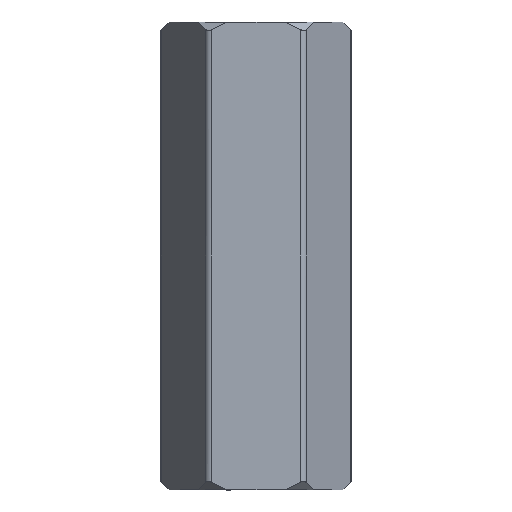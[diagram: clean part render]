
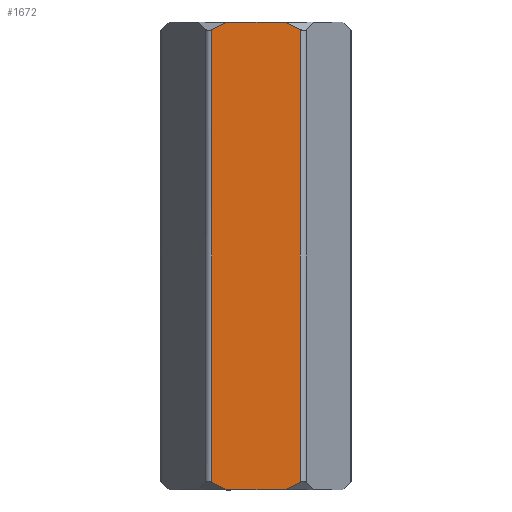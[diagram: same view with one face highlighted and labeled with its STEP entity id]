
A CAD part, front view. The second image highlights one B-rep face of the part: STEP entity #1672.
In plain terms, the highlighted planar face has unit normal (0, -1, 0).
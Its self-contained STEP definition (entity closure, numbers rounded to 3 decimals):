
#29=PLANE('',#1787);
#122=FACE_OUTER_BOUND('',#210,.T.);
#210=EDGE_LOOP('',(#1315,#1316,#1317,#1318,#1319,#1320,#1321,#1322));
#451=LINE('',#4264,#567);
#453=LINE('',#4270,#569);
#456=LINE('',#4276,#572);
#457=LINE('',#4278,#573);
#458=LINE('',#4280,#574);
#459=LINE('',#4282,#575);
#460=LINE('',#4284,#576);
#461=LINE('',#4285,#577);
#567=VECTOR('',#2057,10.);
#569=VECTOR('',#2063,10.);
#572=VECTOR('',#2068,10.);
#573=VECTOR('',#2069,10.);
#574=VECTOR('',#2070,10.);
#575=VECTOR('',#2071,10.);
#576=VECTOR('',#2072,10.);
#577=VECTOR('',#2073,10.);
#749=VERTEX_POINT('',#4261);
#750=VERTEX_POINT('',#4263);
#752=VERTEX_POINT('',#4269);
#754=VERTEX_POINT('',#4275);
#755=VERTEX_POINT('',#4277);
#756=VERTEX_POINT('',#4279);
#757=VERTEX_POINT('',#4281);
#758=VERTEX_POINT('',#4283);
#983=EDGE_CURVE('',#749,#750,#451,.T.);
#986=EDGE_CURVE('',#750,#752,#453,.T.);
#989=EDGE_CURVE('',#749,#754,#456,.T.);
#990=EDGE_CURVE('',#755,#754,#457,.T.);
#991=EDGE_CURVE('',#755,#756,#458,.T.);
#992=EDGE_CURVE('',#757,#756,#459,.T.);
#993=EDGE_CURVE('',#758,#757,#460,.T.);
#994=EDGE_CURVE('',#758,#752,#461,.T.);
#1315=ORIENTED_EDGE('',*,*,#983,.F.);
#1316=ORIENTED_EDGE('',*,*,#989,.T.);
#1317=ORIENTED_EDGE('',*,*,#990,.F.);
#1318=ORIENTED_EDGE('',*,*,#991,.T.);
#1319=ORIENTED_EDGE('',*,*,#992,.F.);
#1320=ORIENTED_EDGE('',*,*,#993,.F.);
#1321=ORIENTED_EDGE('',*,*,#994,.T.);
#1322=ORIENTED_EDGE('',*,*,#986,.F.);
#1672=ADVANCED_FACE('',(#122),#29,.T.);
#1787=AXIS2_PLACEMENT_3D('',#4274,#2066,#2067);
#2057=DIRECTION('',(0.,0.,-1.));
#2063=DIRECTION('',(-0.894,0.,-0.447));
#2066=DIRECTION('center_axis',(0.,-1.,0.));
#2067=DIRECTION('ref_axis',(1.,0.,0.));
#2068=DIRECTION('',(-0.894,0.,0.447));
#2069=DIRECTION('',(1.,0.,0.));
#2070=DIRECTION('',(-0.894,0.,-0.447));
#2071=DIRECTION('',(0.,0.,1.));
#2072=DIRECTION('',(-0.894,0.,0.447));
#2073=DIRECTION('',(1.,0.,0.));
#4261=CARTESIAN_POINT('',(1.328,-2.5,6.771));
#4263=CARTESIAN_POINT('',(1.328,-2.5,-6.771));
#4264=CARTESIAN_POINT('',(1.328,-2.5,0.));
#4269=CARTESIAN_POINT('',(0.87,-2.5,-7.));
#4270=CARTESIAN_POINT('',(1.69,-2.5,-6.59));
#4274=CARTESIAN_POINT('Origin',(-1.443,-2.5,0.));
#4275=CARTESIAN_POINT('',(0.87,-2.5,7.));
#4276=CARTESIAN_POINT('',(1.69,-2.5,6.59));
#4277=CARTESIAN_POINT('',(-0.87,-2.5,7.));
#4278=CARTESIAN_POINT('',(-1.443,-2.5,7.));
#4279=CARTESIAN_POINT('',(-1.328,-2.5,6.771));
#4280=CARTESIAN_POINT('',(-2.498,-2.5,6.186));
#4281=CARTESIAN_POINT('',(-1.328,-2.5,-6.771));
#4282=CARTESIAN_POINT('',(-1.328,-2.5,0.));
#4283=CARTESIAN_POINT('',(-0.87,-2.5,-7.));
#4284=CARTESIAN_POINT('',(-2.498,-2.5,-6.186));
#4285=CARTESIAN_POINT('',(-1.443,-2.5,-7.));
